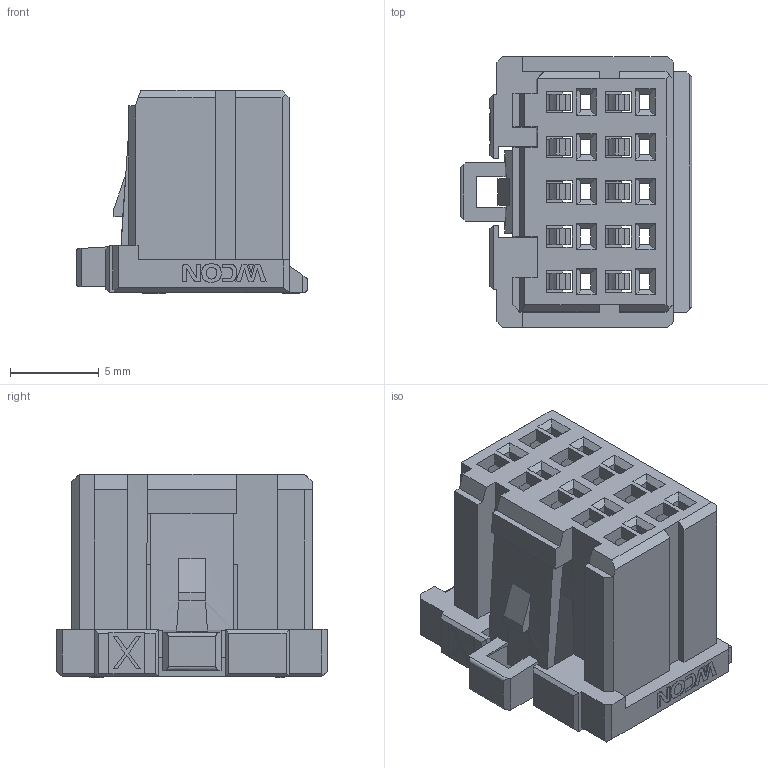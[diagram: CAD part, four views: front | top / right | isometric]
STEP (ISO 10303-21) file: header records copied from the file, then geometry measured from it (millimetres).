
FILE_DESCRIPTION( ('This file contains a STEP AP42 implementation' ,'as created by ZW3D STEP Interface translator.') ,'2;1' );
FILE_NAME( 'WD2500-2H05B001W.stp' ,'2312 5.11 828', (''), ('ZWCAD Software Co.'), 'Version 1.0', 'ZW3D to STEP translator', '' );
FILE_SCHEMA(('AUTOMOTIVE_DESIGN { 1 0 10303 214 1 1 1 1 }'));
Length unit declared in the file: millimetre
Products named in the file (2): 0; WD2500-2H05B001W
Bounding box: 13.04 x 15.22 x 11.42 mm (x, y, z)
Volume: 872 mm3; surface area: 2173 mm2
Topology: 2 solids, 7 shells, 853 faces, 2344 edges, 1513 vertices
Faces by surface type: plane 820, bspline 33
Entity records: 28120 total; most frequent: CARTESIAN_POINT 5905, ORIENTED_EDGE 4710, DIRECTION 3863, EDGE_CURVE 2355, VECTOR 2217, LINE 2217, VERTEX_POINT 1519, EDGE_LOOP 910
